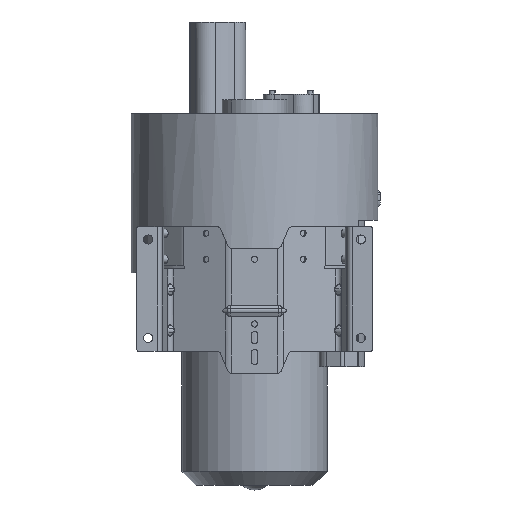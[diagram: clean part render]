
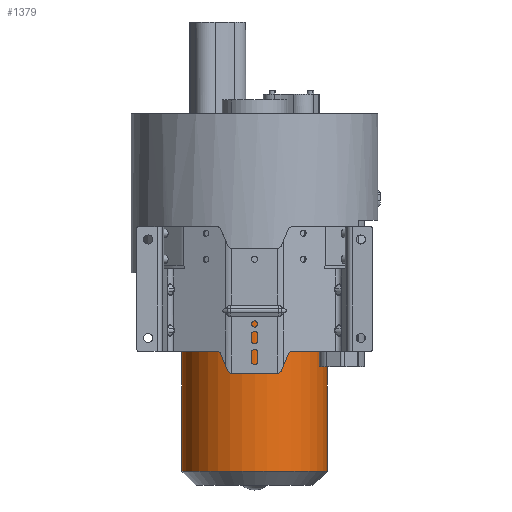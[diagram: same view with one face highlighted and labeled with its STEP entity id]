
A CAD part, front view. The second image highlights one B-rep face of the part: STEP entity #1379.
In plain terms, the highlighted cylindrical face has radius 112 mm (diameter 224 mm), a partial arc.
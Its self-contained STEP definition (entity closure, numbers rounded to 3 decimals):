
#932=CYLINDRICAL_SURFACE('',#12489,112.);
#1379=ADVANCED_FACE('',(#2267),#932,.T.);
#2267=FACE_OUTER_BOUND('',#2956,.T.);
#2956=EDGE_LOOP('',(#6472,#6473,#6474,#6475));
#3655=LINE('',#18074,#4417);
#3656=LINE('',#18075,#4418);
#4417=VECTOR('',#14235,1.);
#4418=VECTOR('',#14236,1.);
#6472=ORIENTED_EDGE('',*,*,#10250,.F.);
#6473=ORIENTED_EDGE('',*,*,#10327,.T.);
#6474=ORIENTED_EDGE('',*,*,#10251,.T.);
#6475=ORIENTED_EDGE('',*,*,#10563,.T.);
#8901=VERTEX_POINT('',#17902);
#8902=VERTEX_POINT('',#17904);
#8954=VERTEX_POINT('',#18072);
#8955=VERTEX_POINT('',#18073);
#10250=EDGE_CURVE('',#8955,#8902,#3655,.T.);
#10251=EDGE_CURVE('',#8954,#8901,#3656,.T.);
#10327=EDGE_CURVE('',#8955,#8954,#11639,.T.);
#10563=EDGE_CURVE('',#8901,#8902,#11681,.T.);
#11639=CIRCLE('',#12378,112.);
#11681=CIRCLE('',#12488,112.);
#12378=AXIS2_PLACEMENT_3D('',#18251,#14365,#14366);
#12488=AXIS2_PLACEMENT_3D('',#19278,#14695,#14696);
#12489=AXIS2_PLACEMENT_3D('',#19279,#14697,#14698);
#14235=DIRECTION('',(0.,0.,-1.));
#14236=DIRECTION('',(0.,0.,-1.));
#14365=DIRECTION('',(0.,0.,-1.));
#14366=DIRECTION('',(-1.,0.,0.));
#14695=DIRECTION('',(0.,0.,1.));
#14696=DIRECTION('',(-1.,0.,0.));
#14697=DIRECTION('',(0.,0.,-1.));
#14698=DIRECTION('',(-1.,0.,0.));
#17902=CARTESIAN_POINT('',(-112.,0.,-347.));
#17904=CARTESIAN_POINT('',(112.,0.,-347.));
#18072=CARTESIAN_POINT('',(-112.,0.,-40.8));
#18073=CARTESIAN_POINT('',(112.,0.,-40.8));
#18074=CARTESIAN_POINT('',(112.,0.,-40.8));
#18075=CARTESIAN_POINT('',(-112.,0.,-40.8));
#18251=CARTESIAN_POINT('',(0.,0.,-40.8));
#19278=CARTESIAN_POINT('',(0.,0.,-347.));
#19279=CARTESIAN_POINT('',(0.,0.,-40.8));
